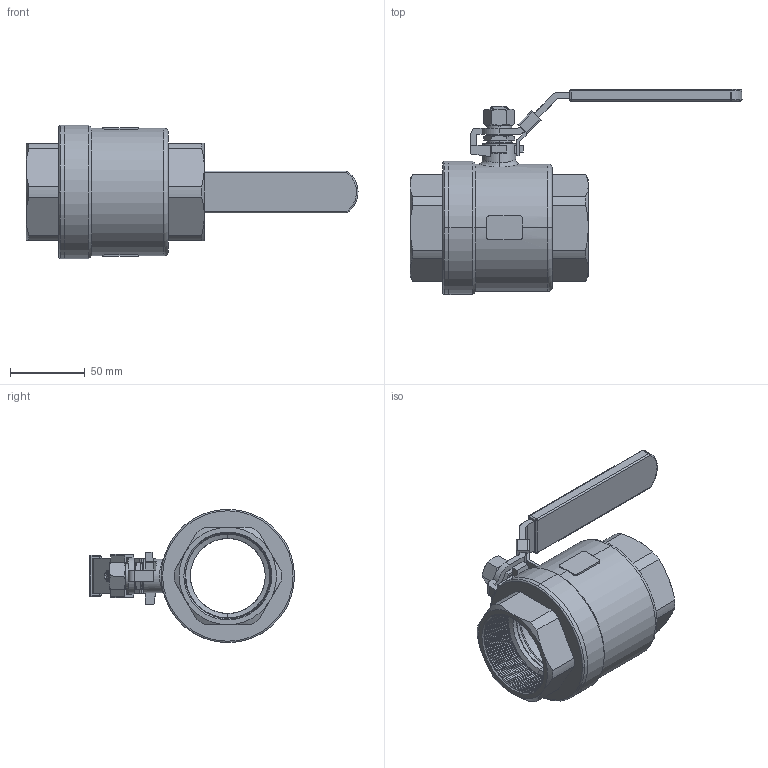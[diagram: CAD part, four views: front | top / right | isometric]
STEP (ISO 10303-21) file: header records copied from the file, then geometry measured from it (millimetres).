
FILE_DESCRIPTION (( 'STEP AP214' ), '1' );
FILE_NAME ('DN50轻型两片式球阀装配图.STEP', '2023-11-14T00:26:23', ( 'Windows User' ), ( 'P R C' ), 'SwSTEP 2.0', 'SolidWorks 2016', '' );
FILE_SCHEMA (( 'AUTOMOTIVE_DESIGN' ));
Length unit declared in the file: millimetre
Products named in the file (14): 2.0參忒; 2.0參忒杶; 2.0概极; DN50轻型两片式球阀装配图; 2.0球垫; 2.0湮え; 2.0笢粣; 2.0笢諳; 2.0球; 2.0跡擘; 蹟譫M12-2.0; 2.0概裔; M12粟菜; 2.0СƬ
Assembly tree (14 placements, depth 2):
  DN50轻型两片式球阀装配图
    2.0概极
    2.0概裔
    2.0參忒
    M12粟菜
    蹟譫M12-2.0
    2.0參忒杶
    2.0湮え
    2.0跡擘
    2.0球
    2.0球垫  x2
    2.0СƬ
    2.0笢諳
    2.0笢粣
Bounding box: 221.48 x 136.76 x 89 mm (x, y, z)
Volume: 329213 mm3; surface area: 159855.9 mm2
Topology: 19 solids, 19 shells, 595 faces, 1554 edges, 1000 vertices
Faces by surface type: cylinder 276, plane 154, cone 78, bspline 64, torus 12, sphere 11
Entity records: 53732 total; most frequent: CARTESIAN_POINT 34672, ORIENTED_EDGE 3040, DIRECTION 2375, EDGE_CURVE 1520, VERTEX_POINT 984, AXIS2_PLACEMENT_3D 896, EDGE_LOOP 622, FACE_OUTER_BOUND 585
